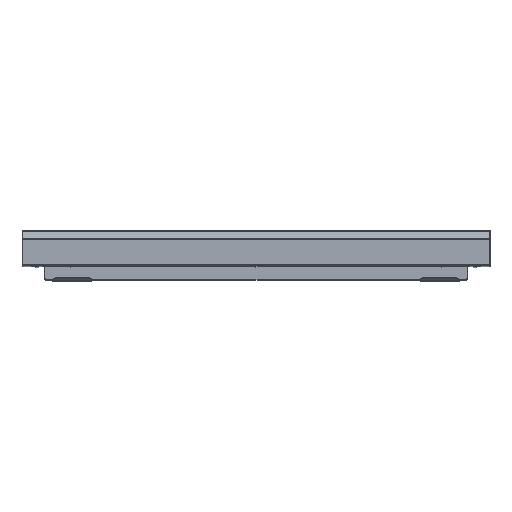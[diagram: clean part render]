
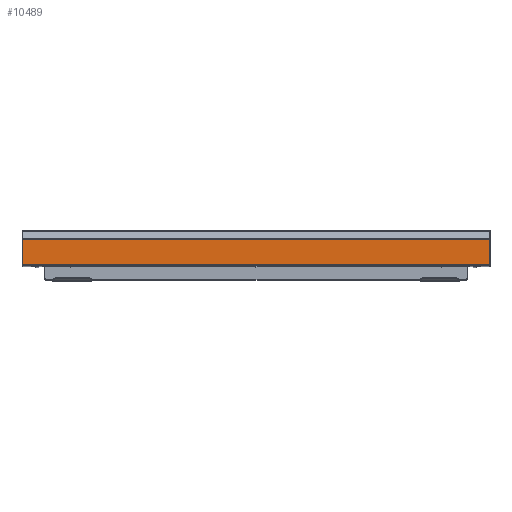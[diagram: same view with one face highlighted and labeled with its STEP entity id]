
A CAD part, top view. The second image highlights one B-rep face of the part: STEP entity #10489.
In plain terms, the highlighted planar face has unit normal (0, 0, 1).
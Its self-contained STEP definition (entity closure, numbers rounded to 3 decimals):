
#228 = ORIENTED_EDGE ( 'NONE', *, *, #11908, .T. ) ;
#895 = CARTESIAN_POINT ( 'NONE',  ( -477.5, -19.054, 543. ) ) ;
#901 = CARTESIAN_POINT ( 'NONE',  ( 477.5, -19.054, 543. ) ) ;
#1665 = EDGE_CURVE ( 'NONE', #12520, #7403, #9296, .T. ) ;
#1835 = DIRECTION ( 'NONE',  ( 0., -1., 0. ) ) ;
#3169 = DIRECTION ( 'NONE',  ( 0., -1., 0. ) ) ;
#3218 = VECTOR ( 'NONE', #1835, 1000. ) ;
#3779 = VECTOR ( 'NONE', #8699, 1000. ) ;
#4913 = EDGE_LOOP ( 'NONE', ( #6315, #12942, #14256, #228 ) ) ;
#5061 = AXIS2_PLACEMENT_3D ( 'NONE', #5409, #5558, #3169 ) ;
#5409 = CARTESIAN_POINT ( 'NONE',  ( -477.5, -19.054, 543. ) ) ;
#5558 = DIRECTION ( 'NONE',  ( 0., 0., 1. ) ) ;
#5765 = VERTEX_POINT ( 'NONE', #13554 ) ;
#6279 = CARTESIAN_POINT ( 'NONE',  ( 477.5, -19.054, 543. ) ) ;
#6315 = ORIENTED_EDGE ( 'NONE', *, *, #14367, .T. ) ;
#6321 = VECTOR ( 'NONE', #12935, 1000. ) ;
#7123 = CARTESIAN_POINT ( 'NONE',  ( 477.5, -69.906, 543. ) ) ;
#7403 = VERTEX_POINT ( 'NONE', #901 ) ;
#7824 = VECTOR ( 'NONE', #11171, 1000. ) ;
#7914 = PLANE ( 'NONE',  #5061 ) ;
#8699 = DIRECTION ( 'NONE',  ( 0., -1., 0. ) ) ;
#8996 = FACE_OUTER_BOUND ( 'NONE', #4913, .T. ) ;
#9217 = CARTESIAN_POINT ( 'NONE',  ( -477.5, -19.054, 543. ) ) ;
#9296 = LINE ( 'NONE', #9217, #6321 ) ;
#9503 = VERTEX_POINT ( 'NONE', #7123 ) ;
#10489 = ADVANCED_FACE ( 'NONE', ( #8996 ), #7914, .T. ) ;
#11171 = DIRECTION ( 'NONE',  ( 1., 0., 0. ) ) ;
#11908 = EDGE_CURVE ( 'NONE', #12520, #5765, #14120, .T. ) ;
#12437 = CARTESIAN_POINT ( 'NONE',  ( -477.5, -69.906, 543. ) ) ;
#12520 = VERTEX_POINT ( 'NONE', #895 ) ;
#12585 = LINE ( 'NONE', #12437, #7824 ) ;
#12935 = DIRECTION ( 'NONE',  ( 1., 0., 0. ) ) ;
#12942 = ORIENTED_EDGE ( 'NONE', *, *, #14408, .F. ) ;
#13450 = LINE ( 'NONE', #6279, #3779 ) ;
#13554 = CARTESIAN_POINT ( 'NONE',  ( -477.5, -69.906, 543. ) ) ;
#14120 = LINE ( 'NONE', #15077, #3218 ) ;
#14256 = ORIENTED_EDGE ( 'NONE', *, *, #1665, .F. ) ;
#14367 = EDGE_CURVE ( 'NONE', #5765, #9503, #12585, .T. ) ;
#14408 = EDGE_CURVE ( 'NONE', #7403, #9503, #13450, .T. ) ;
#15077 = CARTESIAN_POINT ( 'NONE',  ( -477.5, -19.054, 543. ) ) ;
